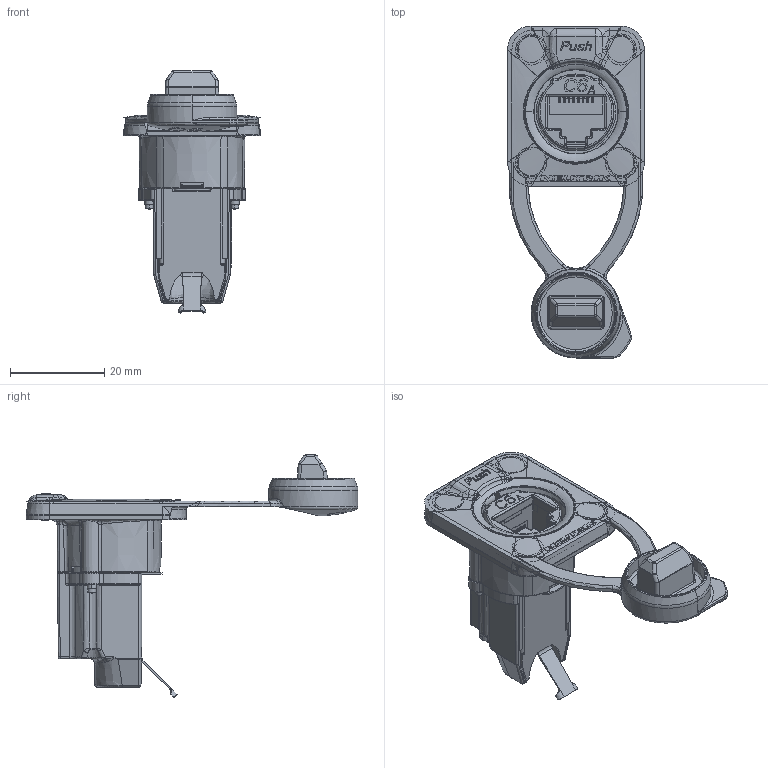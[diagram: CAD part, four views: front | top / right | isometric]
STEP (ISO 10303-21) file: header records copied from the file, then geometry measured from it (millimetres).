
FILE_DESCRIPTION((''),'2;1');
FILE_NAME('NE8FDX-Y6-W','2019-10-25T08:59:56',('odo'),(''),'CREO PARAMETRIC BY PTC INC, 2019080','CREO PARAMETRIC BY PTC INC, 2019080','');
FILE_SCHEMA(('CONFIG_CONTROL_DESIGN'));
Length unit declared in the file: millimetre
Products named in the file (1): NE8FDX-Y6-W
Bounding box: 29 x 70.5 x 51.41 mm (x, y, z)
Volume: 11441.9 mm3; surface area: 12783 mm2
Topology: 3 solids, 15 shells, 3007 faces, 7756 edges, 4804 vertices
Faces by surface type: plane 1262, bspline 599, cylinder 519, cone 259, torus 203, extrusion 139, sphere 26
Entity records: 120198 total; most frequent: CARTESIAN_POINT 52110, ORIENTED_EDGE 15456, DIRECTION 12265, EDGE_CURVE 7744, VERTEX_POINT 4803, AXIS2_PLACEMENT_3D 4089, VECTOR 4087, LINE 3948
